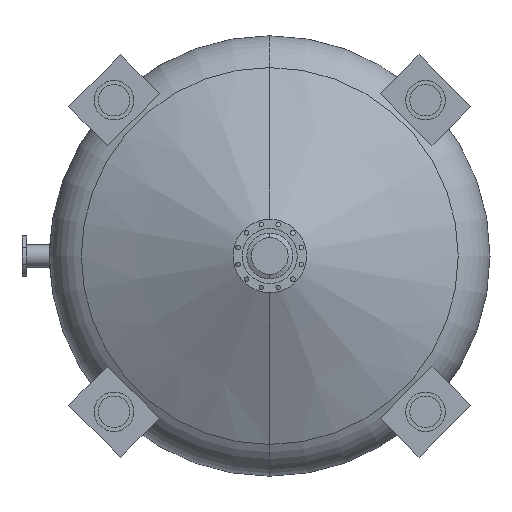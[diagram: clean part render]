
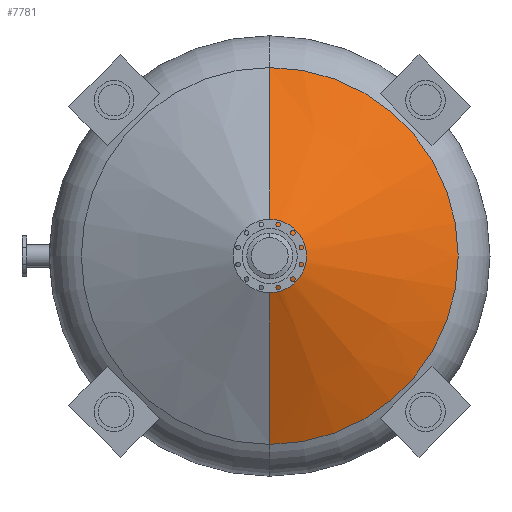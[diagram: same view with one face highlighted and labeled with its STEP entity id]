
A CAD part, front view. The second image highlights one B-rep face of the part: STEP entity #7781.
In plain terms, the highlighted conical face has half-angle 65 degrees and reference radius 1043.21 mm.
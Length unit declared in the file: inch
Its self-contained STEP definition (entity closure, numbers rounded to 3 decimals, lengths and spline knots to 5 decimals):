
#376 = EDGE_CURVE ( 'NONE', #9204, #8751, #3309, .T. ) ;
#621 = EDGE_CURVE ( 'NONE', #6379, #5548, #8431, .T. ) ;
#1222 = DIRECTION ( 'NONE',  ( 0., 0., 1. ) ) ;
#1558 = ORIENTED_EDGE ( 'NONE', *, *, #7934, .T. ) ;
#2234 = DIRECTION ( 'NONE',  ( 0., 0., 1. ) ) ;
#2309 = CONICAL_SURFACE ( 'NONE', #10243, 41.07142, 1.134 ) ;
#2434 = DIRECTION ( 'NONE',  ( 0., 1., 0. ) ) ;
#2640 = EDGE_LOOP ( 'NONE', ( #6081, #1558, #8066, #3296, #2686 ) ) ;
#2686 = ORIENTED_EDGE ( 'NONE', *, *, #9878, .F. ) ;
#2955 = DIRECTION ( 'NONE',  ( 0., 0.423, 0.906 ) ) ;
#3042 = CARTESIAN_POINT ( 'NONE',  ( 0., 56.76915, 0. ) ) ;
#3229 = CARTESIAN_POINT ( 'NONE',  ( 0., 40.24488, 5.635 ) ) ;
#3296 = ORIENTED_EDGE ( 'NONE', *, *, #621, .F. ) ;
#3309 = CIRCLE ( 'NONE', #7557, 5.635 ) ;
#3842 = CARTESIAN_POINT ( 'NONE',  ( 0., 56.76915, 41.07142 ) ) ;
#4198 = CARTESIAN_POINT ( 'NONE',  ( 0., 40.24488, 0. ) ) ;
#4543 = DIRECTION ( 'NONE',  ( 0., -1., 0. ) ) ;
#4707 = AXIS2_PLACEMENT_3D ( 'NONE', #7513, #9952, #1222 ) ;
#5517 = CIRCLE ( 'NONE', #8046, 41.07142 ) ;
#5548 = VERTEX_POINT ( 'NONE', #3842 ) ;
#5994 = CARTESIAN_POINT ( 'NONE',  ( 0., 56.76915, -41.07142 ) ) ;
#6081 = ORIENTED_EDGE ( 'NONE', *, *, #376, .F. ) ;
#6379 = VERTEX_POINT ( 'NONE', #3229 ) ;
#6506 = VERTEX_POINT ( 'NONE', #5994 ) ;
#6677 = DIRECTION ( 'NONE',  ( 0., 0., 1. ) ) ;
#6973 = DIRECTION ( 'NONE',  ( 0., 0.423, -0.906 ) ) ;
#7312 = EDGE_CURVE ( 'NONE', #6506, #5548, #5517, .T. ) ;
#7513 = CARTESIAN_POINT ( 'NONE',  ( 0., 40.24488, 0. ) ) ;
#7557 = AXIS2_PLACEMENT_3D ( 'NONE', #4198, #9906, #6677 ) ;
#7745 = CIRCLE ( 'NONE', #4707, 5.635 ) ;
#7781 = ADVANCED_FACE ( 'NONE', ( #9687 ), #2309, .T. ) ;
#7861 = CARTESIAN_POINT ( 'NONE',  ( 0., 40.24488, -5.635 ) ) ;
#7934 = EDGE_CURVE ( 'NONE', #9204, #6506, #9272, .T. ) ;
#7983 = CARTESIAN_POINT ( 'NONE',  ( 5.635, 40.24488, 0. ) ) ;
#8046 = AXIS2_PLACEMENT_3D ( 'NONE', #3042, #4543, #9306 ) ;
#8066 = ORIENTED_EDGE ( 'NONE', *, *, #7312, .T. ) ;
#8431 = LINE ( 'NONE', #9224, #9737 ) ;
#8740 = VECTOR ( 'NONE', #6973, 39.37008 ) ;
#8751 = VERTEX_POINT ( 'NONE', #7983 ) ;
#9204 = VERTEX_POINT ( 'NONE', #7861 ) ;
#9224 = CARTESIAN_POINT ( 'NONE',  ( 0., 56.76915, 41.07142 ) ) ;
#9272 = LINE ( 'NONE', #10201, #8740 ) ;
#9306 = DIRECTION ( 'NONE',  ( 0., 0., -1. ) ) ;
#9486 = CARTESIAN_POINT ( 'NONE',  ( 0., 56.76915, 0. ) ) ;
#9687 = FACE_OUTER_BOUND ( 'NONE', #2640, .T. ) ;
#9737 = VECTOR ( 'NONE', #2955, 39.37008 ) ;
#9878 = EDGE_CURVE ( 'NONE', #8751, #6379, #7745, .T. ) ;
#9906 = DIRECTION ( 'NONE',  ( 0., -1., 0. ) ) ;
#9952 = DIRECTION ( 'NONE',  ( 0., -1., 0. ) ) ;
#10201 = CARTESIAN_POINT ( 'NONE',  ( 0., 56.76915, -41.07142 ) ) ;
#10243 = AXIS2_PLACEMENT_3D ( 'NONE', #9486, #2434, #2234 ) ;
